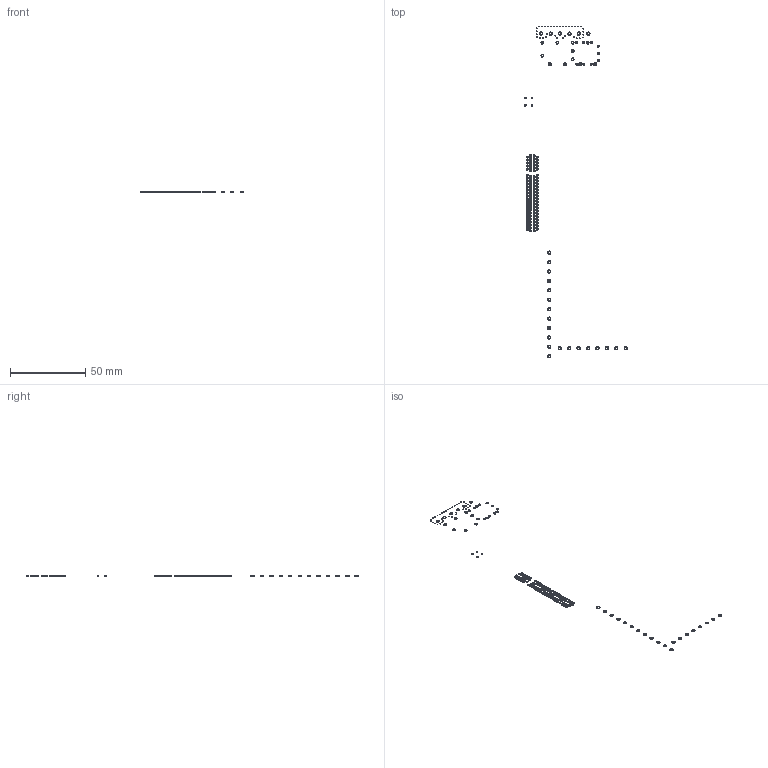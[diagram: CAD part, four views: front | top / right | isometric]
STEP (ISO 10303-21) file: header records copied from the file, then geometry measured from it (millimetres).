
FILE_DESCRIPTION(('STEP AP214'),'1');
FILE_NAME('pcb_18_SIG2.stp','2024-08-25T18:48:57',(' '),(' '),'Spatial InterOp 3D',' ',' ');
FILE_SCHEMA(('AUTOMOTIVE_DESIGN { 1 0 10303 214 1 1 1 1 }'));
Length unit declared in the file: millimetre
Products named in the file (14): 18_SIG2_Model_7(34); 18_SIG2_Model_7_Inst; 18_SIG2 (182 bodies); 18_SIG2_Model_6(4); 18_SIG2_Model_6_Inst; 18_SIG2_Model_5(98); 18_SIG2_Model_5_Inst; 18_SIG2_Model_4(9); 18_SIG2_Model_4_Inst; 18_SIG2_Model_3(10); 18_SIG2_Model_3_Inst; 18_SIG2_Model_2_Inst; 18_SIG2_Model_1(26); 18_SIG2_Model_1_Inst
Assembly tree (188 placements, depth 3):
  18_SIG2 (182 bodies)
    18_SIG2_Model_7(34)
      18_SIG2_Model_7_Inst  x34
    18_SIG2_Model_6(4)
      18_SIG2_Model_6_Inst  x4
    18_SIG2_Model_5(98)
      18_SIG2_Model_5_Inst  x98
    18_SIG2_Model_4(9)
      18_SIG2_Model_4_Inst  x9
    18_SIG2_Model_3(10)
      18_SIG2_Model_3_Inst  x10
    18_SIG2_Model_2_Inst
    18_SIG2_Model_1(26)
      18_SIG2_Model_1_Inst  x26
Bounding box: 68.34 x 220.56 x 0.04 mm (x, y, z)
Volume: 6.3 mm3; surface area: 404.5 mm2
Topology: 182 solids, 182 shells, 1092 faces, 2184 edges, 1456 vertices
Faces by surface type: cylinder 728, plane 364
Entity records: 2951 total; most frequent: DIRECTION 614, CARTESIAN_POINT 377, AXIS2_PLACEMENT_3D 293, PRODUCT_DEFINITION_SHAPE 202, CONTEXT_DEPENDENT_SHAPE_REPRESENTATION 188, ITEM_DEFINED_TRANSFORMATION 188, NEXT_ASSEMBLY_USAGE_OCCURRENCE 188, ORIENTED_EDGE 168
